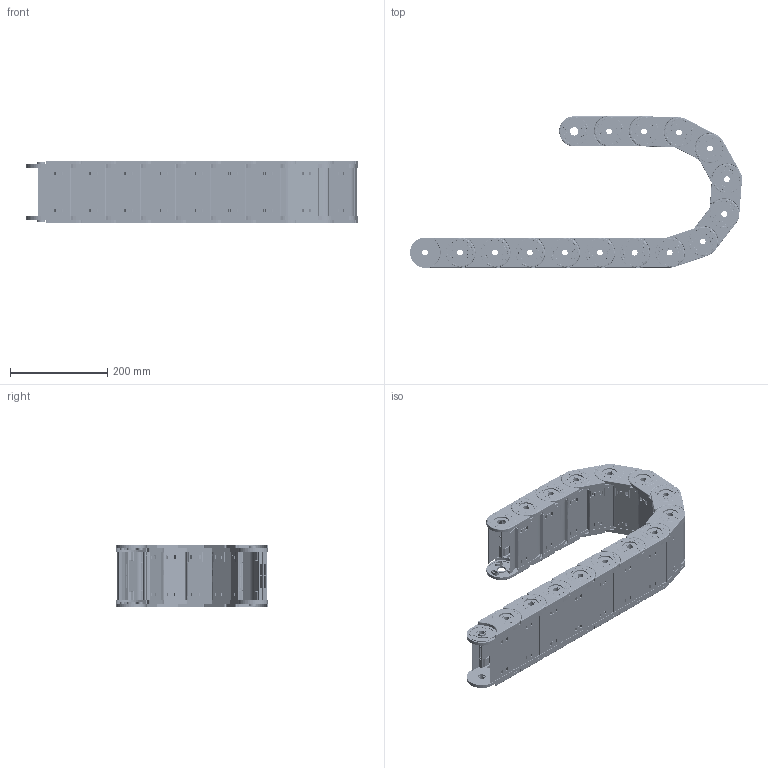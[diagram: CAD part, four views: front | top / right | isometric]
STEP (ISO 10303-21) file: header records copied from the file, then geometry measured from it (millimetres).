
FILE_DESCRIPTION (( 'STEP AP214' ), '1' );
FILE_NAME ('CK40-K100-R125.STEP', '2019-09-06T14:57:22', ( '' ), ( '' ), 'SwSTEP 2.0', 'SolidWorks 2017', '' );
FILE_SCHEMA (( 'AUTOMOTIVE_DESIGN' ));
Length unit declared in the file: millimetre
Products named in the file (2): CK40-K100 -AYAK; CK40-K100-R125
Assembly tree (15 placements, depth 2):
  CK40-K100-R125
    CK40-K100 -AYAK  x15
Bounding box: 684.14 x 312 x 128.4 mm (x, y, z)
Volume: 2421676.4 mm3; surface area: 1581215.8 mm2
Topology: 75 solids, 165 shells, 13140 faces, 34230 edges, 22545 vertices
Faces by surface type: plane 5745, cylinder 4650, bspline 1425, torus 1260, sphere 60
Entity records: 32850 total; most frequent: CARTESIAN_POINT 11008, ORIENTED_EDGE 4560, DIRECTION 4488, EDGE_CURVE 2280, AXIS2_PLACEMENT_3D 1621, VERTEX_POINT 1503, VECTOR 1246, LINE 1246
